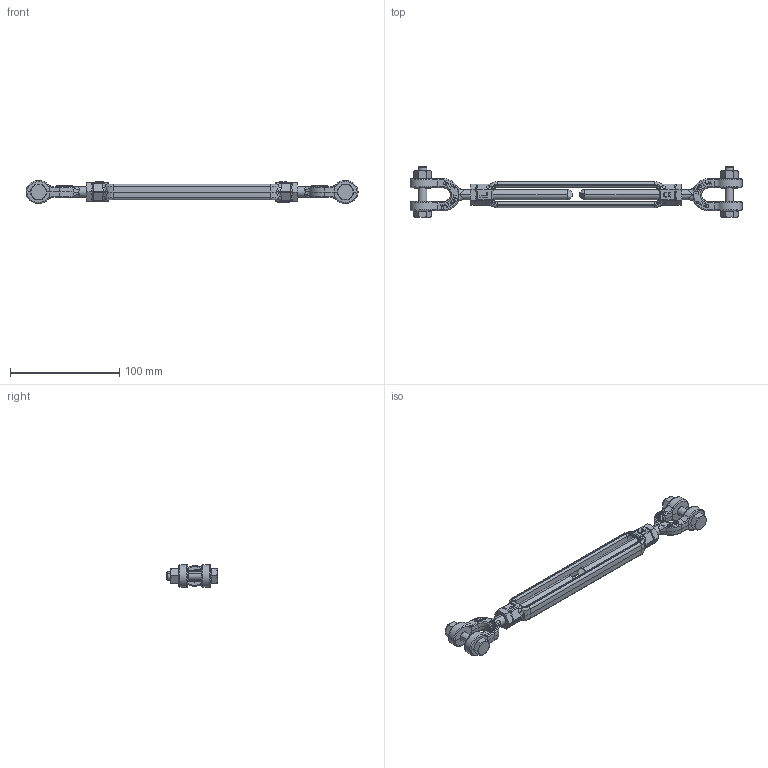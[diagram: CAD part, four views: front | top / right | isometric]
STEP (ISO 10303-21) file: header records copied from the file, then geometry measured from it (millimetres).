
FILE_DESCRIPTION(('STEP AP214'),'1');
FILE_NAME('ssgpgg1006.stp','2017-04-07T04:21:15',('TraceParts'),('TraceParts S.A.'),'Spatial InterOp 3D',' ',' ');
FILE_SCHEMA(('automotive_design'));
Length unit declared in the file: millimetre
Products named in the file (12): ssgpgg1006_1; ssgpgg1006_2; ssgpgg1006_3; ssgpgg1006_4; ssgpgg1006_5; ssgpgg1006_6; ssgpgg1006_7; ssgpgg1006_8; ssgpgg1006_9; ssgpgg1006_10; ssgpgg1006_11; ssgpgg1006_12
Bounding box: 304 x 46 x 20.99 mm (x, y, z)
Volume: 68152.7 mm3; surface area: 35626.6 mm2
Topology: 12 solids, 12 shells, 865 faces, 2191 edges, 1358 vertices
Faces by surface type: plane 326, bspline 281, cylinder 146, cone 112
Entity records: 48185 total; most frequent: CARTESIAN_POINT 22518, ORIENTED_EDGE 4354, DIRECTION 3091, EDGE_CURVE 2177, VERTEX_POINT 1360, AXIS2_PLACEMENT_3D 1054, LINE 983, VECTOR 983
